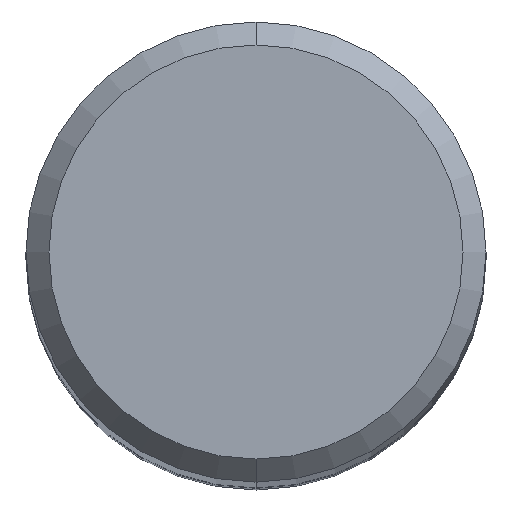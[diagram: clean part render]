
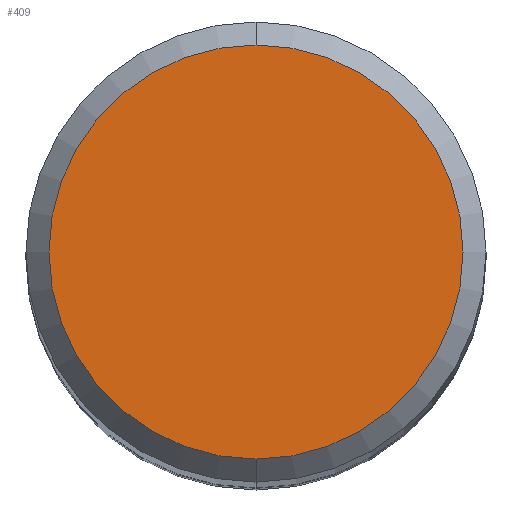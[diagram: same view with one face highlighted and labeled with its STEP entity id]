
A CAD part, top view. The second image highlights one B-rep face of the part: STEP entity #409.
In plain terms, the highlighted planar face has unit normal (0, 0, 1).
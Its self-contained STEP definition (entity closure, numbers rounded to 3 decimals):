
#181=VERTEX_POINT('',#496);
#261=EDGE_CURVE('',#461,#181,#587,.T.);
#301=EDGE_CURVE('',#181,#461,#631,.T.);
#409=ADVANCED_FACE('',(#748),#749,.T.);
#461=VERTEX_POINT('',#807);
#496=CARTESIAN_POINT('',(0.0,4.5,0.0));
#587=CIRCLE('',#1068,4.5);
#631=CIRCLE('',#1139,4.5);
#748=FACE_OUTER_BOUND('',#1360,.T.);
#749=PLANE('',#1361);
#807=CARTESIAN_POINT('',(0.,-4.5,0.0));
#1068=AXIS2_PLACEMENT_3D('',#1631,#1632,#1633);
#1139=AXIS2_PLACEMENT_3D('',#1671,#1672,#1673);
#1360=EDGE_LOOP('',(#1793,#1794));
#1361=AXIS2_PLACEMENT_3D('',#1795,#1796,#1797);
#1631=CARTESIAN_POINT('',(0.0,0.0,0.0));
#1632=DIRECTION('',(0.0,0.0,-1.0));
#1633=DIRECTION('',(0.0,1.0,0.0));
#1671=CARTESIAN_POINT('',(0.0,0.0,0.0));
#1672=DIRECTION('',(0.0,0.0,-1.0));
#1673=DIRECTION('',(0.0,1.0,0.0));
#1793=ORIENTED_EDGE('',*,*,#301,.F.);
#1794=ORIENTED_EDGE('',*,*,#261,.F.);
#1795=CARTESIAN_POINT('',(0.0,2.25,0.0));
#1796=DIRECTION('',(-0.0,0.0,1.0));
#1797=DIRECTION('',(0.0,-1.0,0.0));
